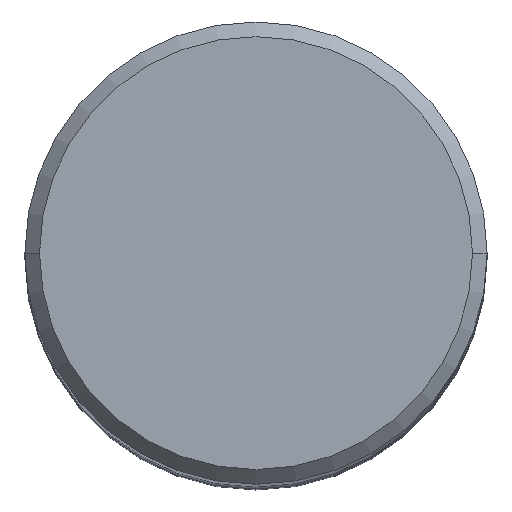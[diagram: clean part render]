
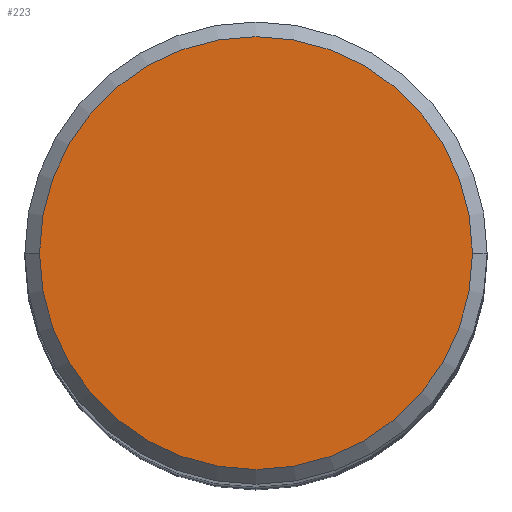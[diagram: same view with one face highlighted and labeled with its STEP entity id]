
A CAD part, top view. The second image highlights one B-rep face of the part: STEP entity #223.
In plain terms, the highlighted planar face has unit normal (0, 0, 1).
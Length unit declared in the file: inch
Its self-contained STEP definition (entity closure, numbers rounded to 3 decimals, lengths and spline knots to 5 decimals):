
#2 = DIRECTION ( 'NONE',  ( 0., 0., -1. ) ) ;
#69 = CIRCLE ( 'NONE', #209, 0.29495 ) ;
#120 = EDGE_CURVE ( 'NONE', #222, #411, #358, .T. ) ;
#126 = CARTESIAN_POINT ( 'NONE',  ( 0., 0.29495, 0. ) ) ;
#141 = FACE_OUTER_BOUND ( 'NONE', #325, .T. ) ;
#143 = ORIENTED_EDGE ( 'NONE', *, *, #401, .T. ) ;
#174 = DIRECTION ( 'NONE',  ( -1., 0., 0. ) ) ;
#205 = DIRECTION ( 'NONE',  ( 0., 0., 1. ) ) ;
#207 = AXIS2_PLACEMENT_3D ( 'NONE', #318, #205, #349 ) ;
#209 = AXIS2_PLACEMENT_3D ( 'NONE', #465, #303, #338 ) ;
#222 = VERTEX_POINT ( 'NONE', #437 ) ;
#223 = ADVANCED_FACE ( 'NONE', ( #141 ), #258, .F. ) ;
#225 = ORIENTED_EDGE ( 'NONE', *, *, #120, .T. ) ;
#258 = PLANE ( 'NONE',  #430 ) ;
#265 = CARTESIAN_POINT ( 'NONE',  ( 0.29495, 0., 0. ) ) ;
#303 = DIRECTION ( 'NONE',  ( 0., 0., 1. ) ) ;
#318 = CARTESIAN_POINT ( 'NONE',  ( 0., 0., 0. ) ) ;
#325 = EDGE_LOOP ( 'NONE', ( #225, #143 ) ) ;
#338 = DIRECTION ( 'NONE',  ( 1., 0., 0. ) ) ;
#349 = DIRECTION ( 'NONE',  ( 1., 0., 0. ) ) ;
#358 = CIRCLE ( 'NONE', #207, 0.29495 ) ;
#401 = EDGE_CURVE ( 'NONE', #411, #222, #69, .T. ) ;
#411 = VERTEX_POINT ( 'NONE', #265 ) ;
#430 = AXIS2_PLACEMENT_3D ( 'NONE', #126, #2, #174 ) ;
#437 = CARTESIAN_POINT ( 'NONE',  ( -0.29495, 0., 0. ) ) ;
#465 = CARTESIAN_POINT ( 'NONE',  ( 0., 0., 0. ) ) ;
